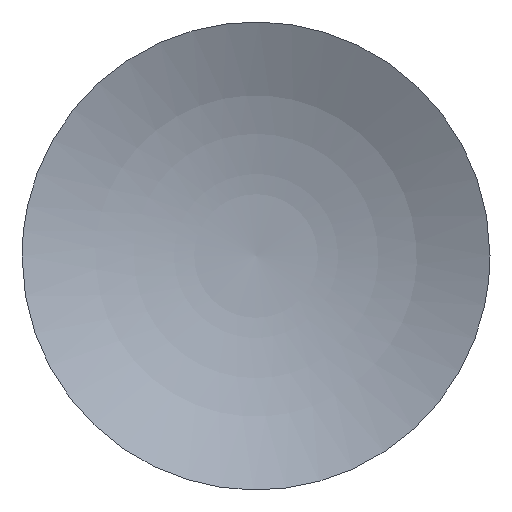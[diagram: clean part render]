
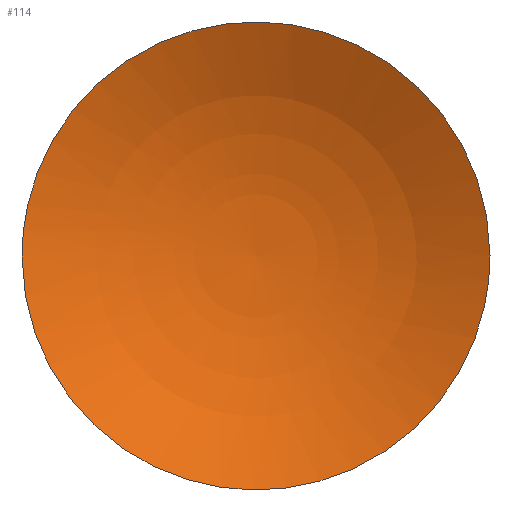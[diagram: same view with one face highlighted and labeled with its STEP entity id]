
A CAD part, left-side view. The second image highlights one B-rep face of the part: STEP entity #114.
In plain terms, the highlighted free-form (B-spline) face has degree [2, 2] with [3, 3] control points.
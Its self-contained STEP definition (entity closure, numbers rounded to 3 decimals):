
#8 = CARTESIAN_POINT ( 'NONE',  ( -5.055, 12.5, -12.5 ) ) ;
#24 = FACE_OUTER_BOUND ( 'NONE', #113, .T. ) ;
#51 = CARTESIAN_POINT ( 'NONE',  ( -1.881, 14.15, 0. ) ) ;
#52 = CARTESIAN_POINT ( 'NONE',  ( 5.475, 0., 0. ) ) ;
#104 =( BOUNDED_SURFACE ( )  B_SPLINE_SURFACE ( 2, 2, ( 
 ( #111, #131, #338 ),
 ( #108, #52, #51 ),
 ( #161, #235, #265 ) ),
 .UNSPECIFIED., .F., .F., .F. ) 
 B_SPLINE_SURFACE_WITH_KNOTS ( ( 3, 3 ),
 ( 3, 3 ),
 ( -0.488, 0.488 ),
 ( -0.479, 0.479 ),
 .UNSPECIFIED. ) 
 GEOMETRIC_REPRESENTATION_ITEM ( )  RATIONAL_B_SPLINE_SURFACE ( (
 ( 1., 0.887, 1.),
 ( 0.883, 0.784, 0.883),
 ( 1., 0.887, 1.) ) ) 
 REPRESENTATION_ITEM ( '' )  SURFACE ( )  );
#108 = CARTESIAN_POINT ( 'NONE',  ( -1.881, -14.15, 0. ) ) ;
#111 = CARTESIAN_POINT ( 'NONE',  ( -7.859, -11.043, -12.7 ) ) ;
#113 = EDGE_LOOP ( 'NONE', ( #330, #219 ) ) ;
#114 = ADVANCED_FACE ( 'NONE', ( #24 ), #104, .T. ) ;
#126 = CARTESIAN_POINT ( 'NONE',  ( -5.055, -12.5, 0. ) ) ;
#127 = CARTESIAN_POINT ( 'NONE',  ( -5.055, -12.5, 0. ) ) ;
#128 = CARTESIAN_POINT ( 'NONE',  ( -5.055, 0., 12.5 ) ) ;
#131 = CARTESIAN_POINT ( 'NONE',  ( -2.118, 0., -12.7 ) ) ;
#146 = CARTESIAN_POINT ( 'NONE',  ( -5.055, 12.5, 0. ) ) ;
#156 = CARTESIAN_POINT ( 'NONE',  ( -5.055, 12.5, 0. ) ) ;
#161 = CARTESIAN_POINT ( 'NONE',  ( -7.859, -11.043, 12.7 ) ) ;
#164 = EDGE_CURVE ( 'NONE', #218, #225, #239, .T. ) ;
#218 = VERTEX_POINT ( 'NONE', #146 ) ;
#219 = ORIENTED_EDGE ( 'NONE', *, *, #164, .T. ) ;
#225 = VERTEX_POINT ( 'NONE', #126 ) ;
#235 = CARTESIAN_POINT ( 'NONE',  ( -2.118, 0., 12.7 ) ) ;
#239 =( BOUNDED_CURVE ( )  B_SPLINE_CURVE ( 2, ( #281, #8, #329, #251, #325 ),
 .UNSPECIFIED., .F., .F. ) 
 B_SPLINE_CURVE_WITH_KNOTS ( ( 3, 2, 3 ),
 ( 1.571, 3.142, 4.712 ),
 .UNSPECIFIED. ) 
 CURVE ( )  GEOMETRIC_REPRESENTATION_ITEM ( )  RATIONAL_B_SPLINE_CURVE ( ( 1., 0.707, 1., 0.707, 1. ) ) 
 REPRESENTATION_ITEM ( '' )  );
#251 = CARTESIAN_POINT ( 'NONE',  ( -5.055, -12.5, -12.5 ) ) ;
#255 = CARTESIAN_POINT ( 'NONE',  ( -5.055, 12.5, 12.5 ) ) ;
#265 = CARTESIAN_POINT ( 'NONE',  ( -7.859, 11.043, 12.7 ) ) ;
#281 = CARTESIAN_POINT ( 'NONE',  ( -5.055, 12.5, 0. ) ) ;
#309 = CARTESIAN_POINT ( 'NONE',  ( -5.055, -12.5, 12.5 ) ) ;
#312 =( BOUNDED_CURVE ( )  B_SPLINE_CURVE ( 2, ( #127, #309, #128, #255, #156 ),
 .UNSPECIFIED., .F., .F. ) 
 B_SPLINE_CURVE_WITH_KNOTS ( ( 3, 2, 3 ),
 ( -1.571, 0., 1.571 ),
 .UNSPECIFIED. ) 
 CURVE ( )  GEOMETRIC_REPRESENTATION_ITEM ( )  RATIONAL_B_SPLINE_CURVE ( ( 1., 0.707, 1., 0.707, 1. ) ) 
 REPRESENTATION_ITEM ( '' )  );
#325 = CARTESIAN_POINT ( 'NONE',  ( -5.055, -12.5, 0. ) ) ;
#329 = CARTESIAN_POINT ( 'NONE',  ( -5.055, 0., -12.5 ) ) ;
#330 = ORIENTED_EDGE ( 'NONE', *, *, #341, .T. ) ;
#338 = CARTESIAN_POINT ( 'NONE',  ( -7.859, 11.043, -12.7 ) ) ;
#341 = EDGE_CURVE ( 'NONE', #225, #218, #312, .T. ) ;
